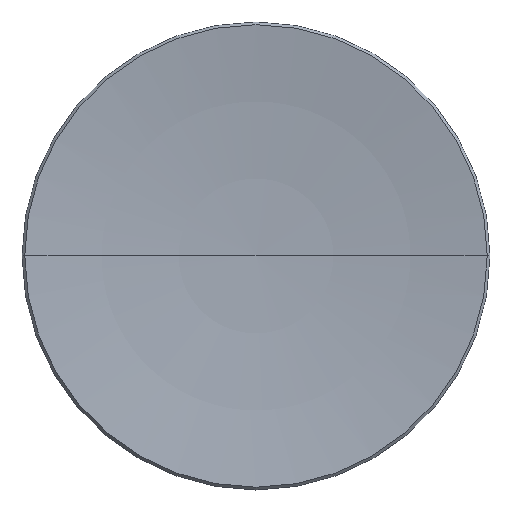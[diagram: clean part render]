
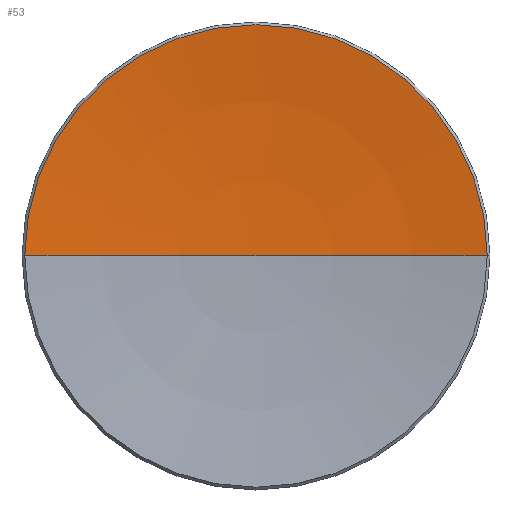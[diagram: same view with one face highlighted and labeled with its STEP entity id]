
A CAD part, top view. The second image highlights one B-rep face of the part: STEP entity #53.
In plain terms, the highlighted toroidal (fillet/blend) face has major radius 0.034 mm and minor radius 103.28 mm.
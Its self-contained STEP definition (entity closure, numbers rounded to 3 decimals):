
#2 = AXIS2_PLACEMENT_3D ( 'NONE', #102, #266, #223 ) ;
#6 = VERTEX_POINT ( 'NONE', #118 ) ;
#8 = DIRECTION ( 'NONE',  ( 0., 0., 1. ) ) ;
#22 = ORIENTED_EDGE ( 'NONE', *, *, #232, .T. ) ;
#23 = FACE_OUTER_BOUND ( 'NONE', #180, .T. ) ;
#27 = CARTESIAN_POINT ( 'NONE',  ( 0., 0., 2.5 ) ) ;
#31 = DIRECTION ( 'NONE',  ( 0., 0., -1. ) ) ;
#34 = CIRCLE ( 'NONE', #195, 103.28 ) ;
#46 = CIRCLE ( 'NONE', #2, 103.28 ) ;
#48 = EDGE_CURVE ( 'NONE', #114, #224, #46, .T. ) ;
#53 = ADVANCED_FACE ( 'NONE', ( #23 ), #251, .F. ) ;
#56 = ORIENTED_EDGE ( 'NONE', *, *, #191, .T. ) ;
#60 = DIRECTION ( 'NONE',  ( 1., 0., 0. ) ) ;
#65 = ORIENTED_EDGE ( 'NONE', *, *, #48, .F. ) ;
#68 = CARTESIAN_POINT ( 'NONE',  ( -0.034, 0., 105.78 ) ) ;
#87 = CARTESIAN_POINT ( 'NONE',  ( -14.826, 0., 3.574 ) ) ;
#102 = CARTESIAN_POINT ( 'NONE',  ( 0.034, 0., 105.78 ) ) ;
#114 = VERTEX_POINT ( 'NONE', #27 ) ;
#118 = CARTESIAN_POINT ( 'NONE',  ( 14.826, 0., 3.574 ) ) ;
#144 = AXIS2_PLACEMENT_3D ( 'NONE', #160, #249, #60 ) ;
#160 = CARTESIAN_POINT ( 'NONE',  ( 0., 0., 105.78 ) ) ;
#180 = EDGE_LOOP ( 'NONE', ( #65, #22, #56 ) ) ;
#191 = EDGE_CURVE ( 'NONE', #6, #224, #194, .T. ) ;
#194 = CIRCLE ( 'NONE', #262, 14.826 ) ;
#195 = AXIS2_PLACEMENT_3D ( 'NONE', #68, #212, #31 ) ;
#207 = CARTESIAN_POINT ( 'NONE',  ( 0., 0., 3.574 ) ) ;
#212 = DIRECTION ( 'NONE',  ( 0., -1., 0. ) ) ;
#223 = DIRECTION ( 'NONE',  ( -1., 0., 0. ) ) ;
#224 = VERTEX_POINT ( 'NONE', #87 ) ;
#231 = DIRECTION ( 'NONE',  ( 1., 0., 0. ) ) ;
#232 = EDGE_CURVE ( 'NONE', #114, #6, #34, .T. ) ;
#249 = DIRECTION ( 'NONE',  ( 0., 0., 1. ) ) ;
#251 = TOROIDAL_SURFACE ( 'NONE', #144, -0.034, 103.28 ) ;
#262 = AXIS2_PLACEMENT_3D ( 'NONE', #207, #8, #231 ) ;
#266 = DIRECTION ( 'NONE',  ( 0., 1., 0. ) ) ;
